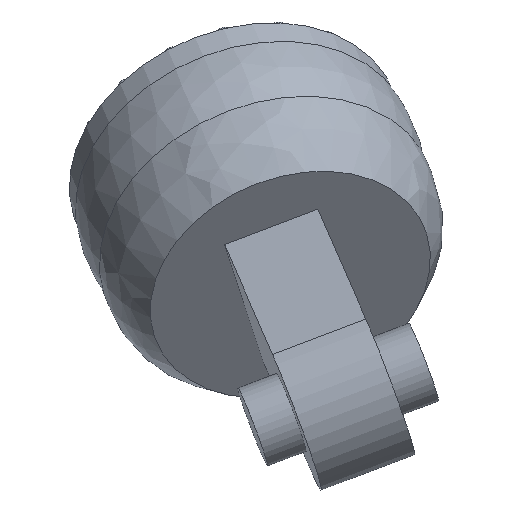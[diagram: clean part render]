
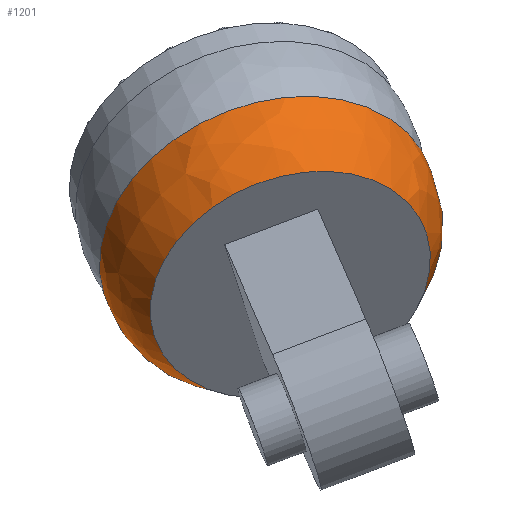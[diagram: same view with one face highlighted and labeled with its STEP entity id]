
A CAD part, top view. The second image highlights one B-rep face of the part: STEP entity #1201.
In plain terms, the highlighted free-form (B-spline) face has degree [2, 2] with [3, 9] control points.
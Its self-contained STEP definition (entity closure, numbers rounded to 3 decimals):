
#16=(
BOUNDED_SURFACE()
B_SPLINE_SURFACE(2,2,((#2179,#2180,#2181,#2182,#2183,#2184,#2185,#2186,
#2187),(#2188,#2189,#2190,#2191,#2192,#2193,#2194,#2195,#2196),(#2197,#2198,
#2199,#2200,#2201,#2202,#2203,#2204,#2205)),.UNSPECIFIED.,.F.,.T.,.F.)
B_SPLINE_SURFACE_WITH_KNOTS((3,3),(3,2,2,2,3),(-0.774,0.101),
(-3.142,-1.571,0.,1.571,3.142),
 .UNSPECIFIED.)
GEOMETRIC_REPRESENTATION_ITEM()
RATIONAL_B_SPLINE_SURFACE(((1.,0.707,1.,0.707,1.,
0.707,1.,0.707,1.),(0.906,0.64,
0.906,0.64,0.906,0.64,0.906,
0.64,0.906),(1.,0.707,1.,0.707,
1.,0.707,1.,0.707,1.)))
REPRESENTATION_ITEM('')
SURFACE()
);
#202=FACE_OUTER_BOUND('',#339,.T.);
#339=EDGE_LOOP('',(#1060,#1061,#1062,#1063));
#535=CIRCLE('',#1397,35.);
#536=CIRCLE('',#1398,42.);
#537=CIRCLE('',#1399,25.);
#632=VERTEX_POINT('',#2177);
#633=VERTEX_POINT('',#2206);
#775=EDGE_CURVE('',#632,#632,#535,.T.);
#776=EDGE_CURVE('',#633,#633,#536,.T.);
#777=EDGE_CURVE('',#633,#632,#537,.T.);
#1060=ORIENTED_EDGE('',*,*,#776,.F.);
#1061=ORIENTED_EDGE('',*,*,#777,.T.);
#1062=ORIENTED_EDGE('',*,*,#775,.T.);
#1063=ORIENTED_EDGE('',*,*,#777,.F.);
#1201=ADVANCED_FACE('',(#202),#16,.F.);
#1397=AXIS2_PLACEMENT_3D('',#2178,#1815,#1816);
#1398=AXIS2_PLACEMENT_3D('',#2207,#1817,#1818);
#1399=AXIS2_PLACEMENT_3D('',#2208,#1819,#1820);
#1815=DIRECTION('center_axis',(-0.274,0.63,-0.727));
#1816=DIRECTION('ref_axis',(-0.934,-0.354,0.045));
#1817=DIRECTION('center_axis',(-0.274,0.63,-0.727));
#1818=DIRECTION('ref_axis',(-0.934,-0.354,0.045));
#1819=DIRECTION('center_axis',(-0.229,0.691,0.685));
#1820=DIRECTION('ref_axis',(-0.934,-0.354,0.045));
#2177=CARTESIAN_POINT('',(503.095,-595.861,28.369));
#2178=CARTESIAN_POINT('Origin',(535.786,-583.459,26.785));
#2179=CARTESIAN_POINT('Ctrl Pts',(503.095,-595.861,28.369));
#2180=CARTESIAN_POINT('Ctrl Pts',(495.076,-571.661,52.349));
#2181=CARTESIAN_POINT('Ctrl Pts',(527.767,-559.259,50.765));
#2182=CARTESIAN_POINT('Ctrl Pts',(560.458,-546.858,49.181));
#2183=CARTESIAN_POINT('Ctrl Pts',(568.476,-571.058,25.201));
#2184=CARTESIAN_POINT('Ctrl Pts',(576.495,-595.258,1.22));
#2185=CARTESIAN_POINT('Ctrl Pts',(543.804,-607.659,2.804));
#2186=CARTESIAN_POINT('Ctrl Pts',(511.113,-620.061,4.388));
#2187=CARTESIAN_POINT('Ctrl Pts',(503.095,-595.861,28.369));
#2188=CARTESIAN_POINT('Ctrl Pts',(493.164,-593.494,22.659));
#2189=CARTESIAN_POINT('Ctrl Pts',(483.271,-563.639,52.244));
#2190=CARTESIAN_POINT('Ctrl Pts',(523.601,-548.339,50.29));
#2191=CARTESIAN_POINT('Ctrl Pts',(563.932,-533.04,48.335));
#2192=CARTESIAN_POINT('Ctrl Pts',(573.824,-562.895,18.751));
#2193=CARTESIAN_POINT('Ctrl Pts',(583.716,-592.75,-10.833));
#2194=CARTESIAN_POINT('Ctrl Pts',(543.386,-608.049,-8.879));
#2195=CARTESIAN_POINT('Ctrl Pts',(503.056,-623.349,-6.925));
#2196=CARTESIAN_POINT('Ctrl Pts',(493.164,-593.494,22.659));
#2197=CARTESIAN_POINT('Ctrl Pts',(491.075,-585.749,14.146));
#2198=CARTESIAN_POINT('Ctrl Pts',(481.453,-556.709,42.922));
#2199=CARTESIAN_POINT('Ctrl Pts',(520.682,-541.827,41.022));
#2200=CARTESIAN_POINT('Ctrl Pts',(559.911,-526.946,39.121));
#2201=CARTESIAN_POINT('Ctrl Pts',(569.533,-555.986,10.344));
#2202=CARTESIAN_POINT('Ctrl Pts',(579.155,-585.025,-18.433));
#2203=CARTESIAN_POINT('Ctrl Pts',(539.926,-599.907,-16.532));
#2204=CARTESIAN_POINT('Ctrl Pts',(500.697,-614.789,-14.631));
#2205=CARTESIAN_POINT('Ctrl Pts',(491.075,-585.749,14.146));
#2206=CARTESIAN_POINT('',(491.075,-585.749,14.146));
#2207=CARTESIAN_POINT('Origin',(530.304,-570.867,12.245));
#2208=CARTESIAN_POINT('Origin',(514.997,-578.522,14.852));
